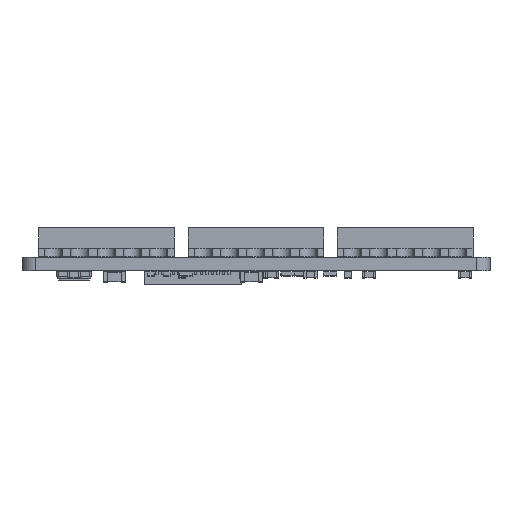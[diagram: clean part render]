
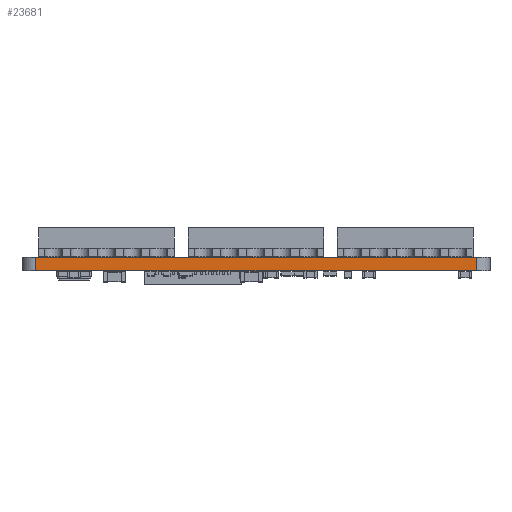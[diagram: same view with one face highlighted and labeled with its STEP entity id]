
A CAD part, front view. The second image highlights one B-rep face of the part: STEP entity #23681.
In plain terms, the highlighted planar face has unit normal (0, -1, 0).
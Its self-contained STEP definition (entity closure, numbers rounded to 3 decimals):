
#22231 = VERTEX_POINT('',#22232);
#22232 = CARTESIAN_POINT('',(-15.913,-65.5,0.));
#22239 = EDGE_CURVE('',#22240,#22231,#22242,.T.);
#22240 = VERTEX_POINT('',#22241);
#22241 = CARTESIAN_POINT('',(15.913,-65.5,0.));
#22242 = LINE('',#22243,#22244);
#22243 = CARTESIAN_POINT('',(15.913,-65.5,0.));
#22244 = VECTOR('',#22245,1.);
#22245 = DIRECTION('',(-1.,0.,0.));
#22917 = VERTEX_POINT('',#22918);
#22918 = CARTESIAN_POINT('',(-15.913,-65.5,0.955));
#22925 = EDGE_CURVE('',#22926,#22917,#22928,.T.);
#22926 = VERTEX_POINT('',#22927);
#22927 = CARTESIAN_POINT('',(15.913,-65.5,0.955));
#22928 = LINE('',#22929,#22930);
#22929 = CARTESIAN_POINT('',(15.913,-65.5,0.955));
#22930 = VECTOR('',#22931,1.);
#22931 = DIRECTION('',(-1.,0.,0.));
#23651 = EDGE_CURVE('',#22231,#22917,#23652,.T.);
#23652 = LINE('',#23653,#23654);
#23653 = CARTESIAN_POINT('',(-15.913,-65.5,0.));
#23654 = VECTOR('',#23655,1.);
#23655 = DIRECTION('',(0.,0.,1.));
#23681 = ADVANCED_FACE('',(#23682),#23693,.T.);
#23682 = FACE_BOUND('',#23683,.T.);
#23683 = EDGE_LOOP('',(#23684,#23690,#23691,#23692));
#23684 = ORIENTED_EDGE('',*,*,#23685,.T.);
#23685 = EDGE_CURVE('',#22240,#22926,#23686,.T.);
#23686 = LINE('',#23687,#23688);
#23687 = CARTESIAN_POINT('',(15.913,-65.5,0.));
#23688 = VECTOR('',#23689,1.);
#23689 = DIRECTION('',(0.,0.,1.));
#23690 = ORIENTED_EDGE('',*,*,#22925,.T.);
#23691 = ORIENTED_EDGE('',*,*,#23651,.F.);
#23692 = ORIENTED_EDGE('',*,*,#22239,.F.);
#23693 = PLANE('',#23694);
#23694 = AXIS2_PLACEMENT_3D('',#23695,#23696,#23697);
#23695 = CARTESIAN_POINT('',(15.913,-65.5,0.));
#23696 = DIRECTION('',(0.,-1.,0.));
#23697 = DIRECTION('',(-1.,0.,0.));
